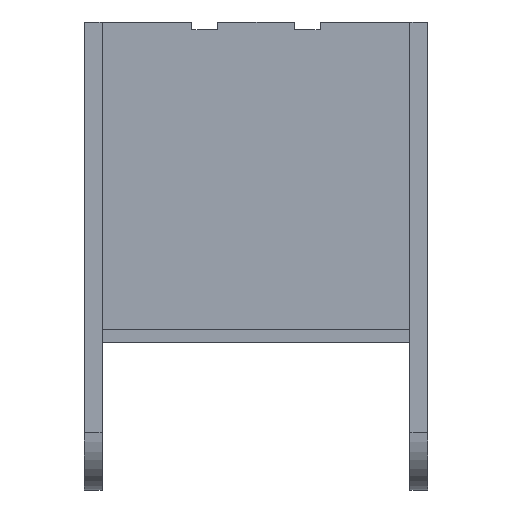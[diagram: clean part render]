
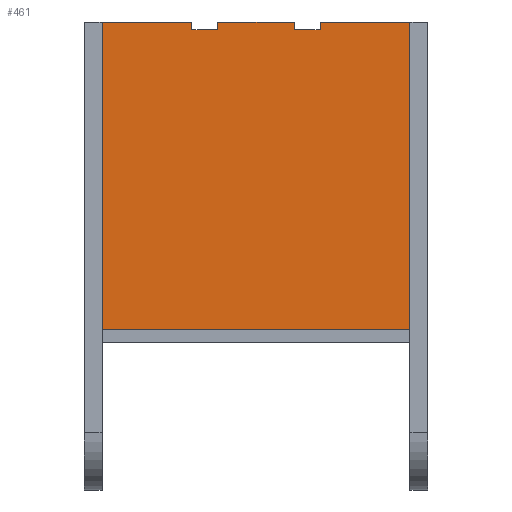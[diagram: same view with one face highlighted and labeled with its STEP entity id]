
A CAD part, left-side view. The second image highlights one B-rep face of the part: STEP entity #461.
In plain terms, the highlighted face is planar.
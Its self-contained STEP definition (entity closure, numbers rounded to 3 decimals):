
#461=ADVANCED_FACE('',(#1748),#1750,.T.);
#1748=FACE_BOUND('',#1749,.T.);
#1749=EDGE_LOOP('',(#2933,#2934,#2935,#2936,#2937,#2938,#2939,#2940,#2941,#2942,
#2943,#2944,#2945,#2946,#2947,#2948,#2949,#2950,#2951,#2952,#2953,#2954,#2955,#2956,
#2957,#2958,#2959,#2960,#2961,#2962,#2963,#2964));
#1750=PLANE('',#1751);
#1751=AXIS2_PLACEMENT_3D('',#1752,#1753,#1754);
#1752=CARTESIAN_POINT('',(-20.,-67.,0.));
#1753=DIRECTION('',(0.,0.,-1.));
#1754=DIRECTION('',(-1.,0.,0.));
#2933=ORIENTED_EDGE('',*,*,#3586,.T.);
#2934=ORIENTED_EDGE('',*,*,#3587,.T.);
#2935=ORIENTED_EDGE('',*,*,#3552,.T.);
#2936=ORIENTED_EDGE('',*,*,#3588,.F.);
#2937=ORIENTED_EDGE('',*,*,#3589,.F.);
#2938=ORIENTED_EDGE('',*,*,#3590,.F.);
#2939=ORIENTED_EDGE('',*,*,#3591,.T.);
#2940=ORIENTED_EDGE('',*,*,#3592,.F.);
#2941=ORIENTED_EDGE('',*,*,#3593,.F.);
#2942=ORIENTED_EDGE('',*,*,#3594,.F.);
#2943=ORIENTED_EDGE('',*,*,#3595,.T.);
#2944=ORIENTED_EDGE('',*,*,#3596,.F.);
#2945=ORIENTED_EDGE('',*,*,#3597,.F.);
#2946=ORIENTED_EDGE('',*,*,#3598,.F.);
#2947=ORIENTED_EDGE('',*,*,#3599,.F.);
#2948=ORIENTED_EDGE('',*,*,#3600,.T.);
#2949=ORIENTED_EDGE('',*,*,#3601,.F.);
#2950=ORIENTED_EDGE('',*,*,#3602,.T.);
#2951=ORIENTED_EDGE('',*,*,#3603,.T.);
#2952=ORIENTED_EDGE('',*,*,#3604,.T.);
#2953=ORIENTED_EDGE('',*,*,#3605,.F.);
#2954=ORIENTED_EDGE('',*,*,#3606,.T.);
#2955=ORIENTED_EDGE('',*,*,#3607,.T.);
#2956=ORIENTED_EDGE('',*,*,#3608,.T.);
#2957=ORIENTED_EDGE('',*,*,#3609,.F.);
#2958=ORIENTED_EDGE('',*,*,#3610,.T.);
#2959=ORIENTED_EDGE('',*,*,#3554,.T.);
#2960=ORIENTED_EDGE('',*,*,#3611,.T.);
#2961=ORIENTED_EDGE('',*,*,#3612,.T.);
#2962=ORIENTED_EDGE('',*,*,#3613,.T.);
#2963=ORIENTED_EDGE('',*,*,#3546,.T.);
#2964=ORIENTED_EDGE('',*,*,#3614,.T.);
#3546=EDGE_CURVE('',#4420,#4418,#4421,.T.);
#3552=EDGE_CURVE('',#4425,#4430,#4432,.T.);
#3554=EDGE_CURVE('',#4436,#4434,#4437,.T.);
#3586=EDGE_CURVE('',#4496,#4497,#4498,.F.);
#3587=EDGE_CURVE('',#4497,#4425,#4499,.F.);
#3588=EDGE_CURVE('',#4500,#4430,#4501,.T.);
#3589=EDGE_CURVE('',#4502,#4500,#4503,.T.);
#3590=EDGE_CURVE('',#4504,#4502,#4505,.T.);
#3591=EDGE_CURVE('',#4504,#4506,#4507,.T.);
#3592=EDGE_CURVE('',#4508,#4506,#4509,.T.);
#3593=EDGE_CURVE('',#4510,#4508,#4511,.T.);
#3594=EDGE_CURVE('',#4512,#4510,#4513,.T.);
#3595=EDGE_CURVE('',#4512,#4514,#4515,.T.);
#3596=EDGE_CURVE('',#4516,#4514,#4517,.T.);
#3597=EDGE_CURVE('',#4518,#4516,#4519,.T.);
#3598=EDGE_CURVE('',#4520,#4518,#4521,.T.);
#3599=EDGE_CURVE('',#4522,#4520,#4523,.T.);
#3600=EDGE_CURVE('',#4522,#4524,#4525,.T.);
#3601=EDGE_CURVE('',#4526,#4524,#4527,.T.);
#3602=EDGE_CURVE('',#4526,#4528,#4529,.T.);
#3603=EDGE_CURVE('',#4528,#4530,#4531,.T.);
#3604=EDGE_CURVE('',#4530,#4532,#4533,.T.);
#3605=EDGE_CURVE('',#4534,#4532,#4535,.T.);
#3606=EDGE_CURVE('',#4534,#4536,#4537,.T.);
#3607=EDGE_CURVE('',#4536,#4538,#4539,.T.);
#3608=EDGE_CURVE('',#4538,#4540,#4541,.T.);
#3609=EDGE_CURVE('',#4542,#4540,#4543,.T.);
#3610=EDGE_CURVE('',#4542,#4436,#4544,.T.);
#3611=EDGE_CURVE('',#4434,#4545,#4546,.F.);
#3612=EDGE_CURVE('',#4545,#4547,#4548,.F.);
#3613=EDGE_CURVE('',#4547,#4420,#4549,.F.);
#3614=EDGE_CURVE('',#4418,#4496,#4550,.F.);
#4418=VERTEX_POINT('',#6376);
#4420=VERTEX_POINT('',#6380);
#4421=LINE('',#6381,#6382);
#4425=VERTEX_POINT('',#6391);
#4430=VERTEX_POINT('',#6400);
#4432=LINE('',#6404,#6405);
#4434=VERTEX_POINT('',#6408);
#4436=VERTEX_POINT('',#6412);
#4437=LINE('',#6413,#6414);
#4496=VERTEX_POINT('',#6536);
#4497=VERTEX_POINT('',#6537);
#4498=LINE('',#6538,#6539);
#4499=LINE('',#6541,#6542);
#4500=VERTEX_POINT('',#6544);
#4501=LINE('',#6545,#6546);
#4502=VERTEX_POINT('',#6548);
#4503=LINE('',#6549,#6550);
#4504=VERTEX_POINT('',#6552);
#4505=LINE('',#6553,#6554);
#4506=VERTEX_POINT('',#6556);
#4507=LINE('',#6557,#6558);
#4508=VERTEX_POINT('',#6560);
#4509=LINE('',#6561,#6562);
#4510=VERTEX_POINT('',#6564);
#4511=LINE('',#6565,#6566);
#4512=VERTEX_POINT('',#6568);
#4513=LINE('',#6569,#6570);
#4514=VERTEX_POINT('',#6572);
#4515=LINE('',#6573,#6574);
#4516=VERTEX_POINT('',#6576);
#4517=LINE('',#6577,#6578);
#4518=VERTEX_POINT('',#6580);
#4519=LINE('',#6581,#6582);
#4520=VERTEX_POINT('',#6584);
#4521=LINE('',#6585,#6586);
#4522=VERTEX_POINT('',#6588);
#4523=LINE('',#6589,#6590);
#4524=VERTEX_POINT('',#6592);
#4525=LINE('',#6593,#6594);
#4526=VERTEX_POINT('',#6596);
#4527=LINE('',#6597,#6598);
#4528=VERTEX_POINT('',#6600);
#4529=LINE('',#6601,#6602);
#4530=VERTEX_POINT('',#6604);
#4531=LINE('',#6605,#6606);
#4532=VERTEX_POINT('',#6608);
#4533=LINE('',#6609,#6610);
#4534=VERTEX_POINT('',#6612);
#4535=LINE('',#6613,#6614);
#4536=VERTEX_POINT('',#6616);
#4537=LINE('',#6617,#6618);
#4538=VERTEX_POINT('',#6620);
#4539=LINE('',#6621,#6622);
#4540=VERTEX_POINT('',#6624);
#4541=LINE('',#6625,#6626);
#4542=VERTEX_POINT('',#6628);
#4543=LINE('',#6629,#6630);
#4544=LINE('',#6632,#6633);
#4545=VERTEX_POINT('',#6635);
#4546=LINE('',#6636,#6637);
#4547=VERTEX_POINT('',#6639);
#4548=LINE('',#6640,#6641);
#4549=LINE('',#6643,#6644);
#4550=LINE('',#6646,#6647);
#6376=CARTESIAN_POINT('',(-120.,15.,0.));
#6380=CARTESIAN_POINT('',(-120.,-15.,0.));
#6381=CARTESIAN_POINT('',(-120.,-15.,0.));
#6382=VECTOR('',#6383,1.);
#6383=DIRECTION('',(0.,1.,0.));
#6391=CARTESIAN_POINT('',(-120.,25.,0.));
#6400=CARTESIAN_POINT('',(-120.,67.,0.));
#6404=CARTESIAN_POINT('',(-120.,25.,0.));
#6405=VECTOR('',#6406,1.);
#6406=DIRECTION('',(0.,1.,0.));
#6408=CARTESIAN_POINT('',(-120.,-25.,0.));
#6412=CARTESIAN_POINT('',(-120.,-67.,0.));
#6413=CARTESIAN_POINT('',(-120.,-67.,0.));
#6414=VECTOR('',#6415,1.);
#6415=DIRECTION('',(0.,1.,0.));
#6536=CARTESIAN_POINT('',(-117.,15.,0.));
#6537=CARTESIAN_POINT('',(-117.,25.,0.));
#6538=CARTESIAN_POINT('',(-117.,25.,0.));
#6539=VECTOR('',#6540,1.);
#6540=DIRECTION('',(0.,-1.,0.));
#6541=CARTESIAN_POINT('',(-120.,25.,0.));
#6542=VECTOR('',#6543,1.);
#6543=DIRECTION('',(1.,0.,0.));
#6544=CARTESIAN_POINT('',(-110.,67.,0.));
#6545=CARTESIAN_POINT('',(-110.,67.,0.));
#6546=VECTOR('',#6547,1.);
#6547=DIRECTION('',(-1.,0.,0.));
#6548=CARTESIAN_POINT('',(-110.,60.,0.));
#6549=CARTESIAN_POINT('',(-110.,60.,0.));
#6550=VECTOR('',#6551,1.);
#6551=DIRECTION('',(0.,1.,0.));
#6552=CARTESIAN_POINT('',(-85.,60.,0.));
#6553=CARTESIAN_POINT('',(-85.,60.,0.));
#6554=VECTOR('',#6555,1.);
#6555=DIRECTION('',(-1.,0.,0.));
#6556=CARTESIAN_POINT('',(-85.,67.,0.));
#6557=CARTESIAN_POINT('',(-85.,60.,0.));
#6558=VECTOR('',#6559,1.);
#6559=DIRECTION('',(0.,1.,0.));
#6560=CARTESIAN_POINT('',(-65.,67.,0.));
#6561=CARTESIAN_POINT('',(-65.,67.,0.));
#6562=VECTOR('',#6563,1.);
#6563=DIRECTION('',(-1.,0.,0.));
#6564=CARTESIAN_POINT('',(-65.,60.,0.));
#6565=CARTESIAN_POINT('',(-65.,60.,0.));
#6566=VECTOR('',#6567,1.);
#6567=DIRECTION('',(0.,1.,0.));
#6568=CARTESIAN_POINT('',(-40.,60.,0.));
#6569=CARTESIAN_POINT('',(-40.,60.,0.));
#6570=VECTOR('',#6571,1.);
#6571=DIRECTION('',(-1.,0.,0.));
#6572=CARTESIAN_POINT('',(-40.,67.,0.));
#6573=CARTESIAN_POINT('',(-40.,60.,0.));
#6574=VECTOR('',#6575,1.);
#6575=DIRECTION('',(0.,1.,0.));
#6576=CARTESIAN_POINT('',(-20.,67.,0.));
#6577=CARTESIAN_POINT('',(-20.,67.,0.));
#6578=VECTOR('',#6579,1.);
#6579=DIRECTION('',(-1.,0.,0.));
#6580=CARTESIAN_POINT('',(-20.,60.,0.));
#6581=CARTESIAN_POINT('',(-20.,60.,0.));
#6582=VECTOR('',#6583,1.);
#6583=DIRECTION('',(0.,1.,0.));
#6584=CARTESIAN_POINT('',(0.,60.,0.));
#6585=CARTESIAN_POINT('',(0.,60.,0.));
#6586=VECTOR('',#6587,1.);
#6587=DIRECTION('',(-1.,0.,0.));
#6588=CARTESIAN_POINT('',(0.,-60.,0.));
#6589=CARTESIAN_POINT('',(0.,-60.,0.));
#6590=VECTOR('',#6591,1.);
#6591=DIRECTION('',(0.,1.,0.));
#6592=CARTESIAN_POINT('',(-20.,-60.,0.));
#6593=CARTESIAN_POINT('',(0.,-60.,0.));
#6594=VECTOR('',#6595,1.);
#6595=DIRECTION('',(-1.,0.,0.));
#6596=CARTESIAN_POINT('',(-20.,-67.,0.));
#6597=CARTESIAN_POINT('',(-20.,-67.,0.));
#6598=VECTOR('',#6599,1.);
#6599=DIRECTION('',(0.,1.,0.));
#6600=CARTESIAN_POINT('',(-40.,-67.,0.));
#6601=CARTESIAN_POINT('',(-20.,-67.,0.));
#6602=VECTOR('',#6603,1.);
#6603=DIRECTION('',(-1.,0.,0.));
#6604=CARTESIAN_POINT('',(-40.,-60.,0.));
#6605=CARTESIAN_POINT('',(-40.,-67.,0.));
#6606=VECTOR('',#6607,1.);
#6607=DIRECTION('',(0.,1.,0.));
#6608=CARTESIAN_POINT('',(-65.,-60.,0.));
#6609=CARTESIAN_POINT('',(-40.,-60.,0.));
#6610=VECTOR('',#6611,1.);
#6611=DIRECTION('',(-1.,0.,0.));
#6612=CARTESIAN_POINT('',(-65.,-67.,0.));
#6613=CARTESIAN_POINT('',(-65.,-67.,0.));
#6614=VECTOR('',#6615,1.);
#6615=DIRECTION('',(0.,1.,0.));
#6616=CARTESIAN_POINT('',(-85.,-67.,0.));
#6617=CARTESIAN_POINT('',(-65.,-67.,0.));
#6618=VECTOR('',#6619,1.);
#6619=DIRECTION('',(-1.,0.,0.));
#6620=CARTESIAN_POINT('',(-85.,-60.,0.));
#6621=CARTESIAN_POINT('',(-85.,-67.,0.));
#6622=VECTOR('',#6623,1.);
#6623=DIRECTION('',(0.,1.,0.));
#6624=CARTESIAN_POINT('',(-110.,-60.,0.));
#6625=CARTESIAN_POINT('',(-85.,-60.,0.));
#6626=VECTOR('',#6627,1.);
#6627=DIRECTION('',(-1.,0.,0.));
#6628=CARTESIAN_POINT('',(-110.,-67.,0.));
#6629=CARTESIAN_POINT('',(-110.,-67.,0.));
#6630=VECTOR('',#6631,1.);
#6631=DIRECTION('',(0.,1.,0.));
#6632=CARTESIAN_POINT('',(-110.,-67.,0.));
#6633=VECTOR('',#6634,1.);
#6634=DIRECTION('',(-1.,0.,0.));
#6635=CARTESIAN_POINT('',(-117.,-25.,0.));
#6636=CARTESIAN_POINT('',(-117.,-25.,0.));
#6637=VECTOR('',#6638,1.);
#6638=DIRECTION('',(-1.,0.,0.));
#6639=CARTESIAN_POINT('',(-117.,-15.,0.));
#6640=CARTESIAN_POINT('',(-117.,-15.,0.));
#6641=VECTOR('',#6642,1.);
#6642=DIRECTION('',(0.,-1.,0.));
#6643=CARTESIAN_POINT('',(-120.,-15.,0.));
#6644=VECTOR('',#6645,1.);
#6645=DIRECTION('',(1.,0.,0.));
#6646=CARTESIAN_POINT('',(-117.,15.,0.));
#6647=VECTOR('',#6648,1.);
#6648=DIRECTION('',(-1.,0.,0.));
